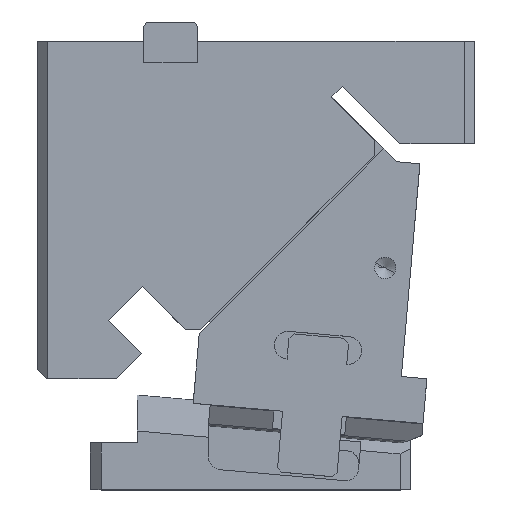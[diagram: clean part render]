
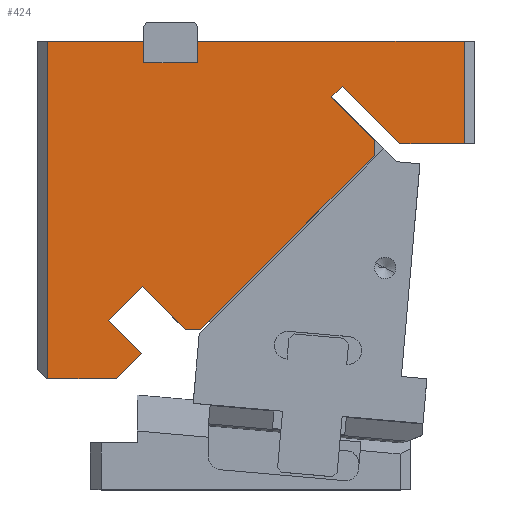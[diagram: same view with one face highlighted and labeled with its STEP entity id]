
A CAD part, top view. The second image highlights one B-rep face of the part: STEP entity #424.
In plain terms, the highlighted planar face has unit normal (0, 0, 1).
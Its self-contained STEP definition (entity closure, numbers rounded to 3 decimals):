
#167=CARTESIAN_POINT('Vertex',(-145.,105.,30.)) ;
#170=CARTESIAN_POINT('Line Origine',(-122.5,105.,30.)) ;
#174=CARTESIAN_POINT('Vertex',(-100.,105.,30.)) ;
#245=CARTESIAN_POINT('Vertex',(-100.,95.,30.)) ;
#253=CARTESIAN_POINT('Line Origine',(-100.,100.,30.)) ;
#265=CARTESIAN_POINT('Axis2P3D Location',(55.,105.,30.)) ;
#270=CARTESIAN_POINT('Line Origine',(-90.656,-19.834,30.)) ;
#274=CARTESIAN_POINT('Vertex',(-80.563,-29.927,30.)) ;
#276=CARTESIAN_POINT('Vertex',(-100.749,-9.741,30.)) ;
#279=CARTESIAN_POINT('Line Origine',(-77.028,-29.927,30.)) ;
#283=CARTESIAN_POINT('Vertex',(-73.492,-29.927,30.)) ;
#286=CARTESIAN_POINT('Line Origine',(-32.833,10.732,30.)) ;
#290=CARTESIAN_POINT('Vertex',(7.825,51.391,30.)) ;
#293=CARTESIAN_POINT('Line Origine',(7.825,54.926,30.)) ;
#297=CARTESIAN_POINT('Vertex',(7.825,58.462,30.)) ;
#300=CARTESIAN_POINT('Line Origine',(-2.268,68.555,30.)) ;
#304=CARTESIAN_POINT('Vertex',(-12.361,78.648,30.)) ;
#307=CARTESIAN_POINT('Line Origine',(-12.184,78.824,30.)) ;
#311=CARTESIAN_POINT('Vertex',(-12.007,79.001,30.)) ;
#314=CARTESIAN_POINT('Line Origine',(-9.532,81.476,30.)) ;
#318=CARTESIAN_POINT('Vertex',(-7.057,83.951,30.)) ;
#321=CARTESIAN_POINT('Line Origine',(6.418,70.475,30.)) ;
#325=CARTESIAN_POINT('Vertex',(19.893,57.,30.)) ;
#328=CARTESIAN_POINT('Line Origine',(34.947,57.,30.)) ;
#332=CARTESIAN_POINT('Vertex',(50.,57.,30.)) ;
#335=CARTESIAN_POINT('Line Origine',(50.,81.,30.)) ;
#339=CARTESIAN_POINT('Vertex',(50.,105.,30.)) ;
#342=CARTESIAN_POINT('Line Origine',(-12.5,105.,30.)) ;
#346=CARTESIAN_POINT('Vertex',(-75.,105.,30.)) ;
#349=CARTESIAN_POINT('Line Origine',(-75.,100.,30.)) ;
#353=CARTESIAN_POINT('Vertex',(-75.,95.,30.)) ;
#356=CARTESIAN_POINT('Line Origine',(-87.5,95.,30.)) ;
#361=CARTESIAN_POINT('Line Origine',(-145.,26.,30.)) ;
#365=CARTESIAN_POINT('Vertex',(-145.,-53.,30.)) ;
#368=CARTESIAN_POINT('Line Origine',(-128.948,-53.,30.)) ;
#372=CARTESIAN_POINT('Vertex',(-112.895,-53.,30.)) ;
#375=CARTESIAN_POINT('Line Origine',(-106.999,-47.104,30.)) ;
#379=CARTESIAN_POINT('Vertex',(-101.103,-41.207,30.)) ;
#382=CARTESIAN_POINT('Line Origine',(-108.881,-33.429,30.)) ;
#386=CARTESIAN_POINT('Vertex',(-116.659,-25.651,30.)) ;
#389=CARTESIAN_POINT('Line Origine',(-108.881,-17.873,30.)) ;
#393=CARTESIAN_POINT('Vertex',(-101.103,-10.094,30.)) ;
#396=CARTESIAN_POINT('Line Origine',(-100.926,-9.918,30.)) ;
#171=DIRECTION('Vector Direction',(-1.,0.,0.)) ;
#254=DIRECTION('Vector Direction',(0.,1.,0.)) ;
#266=DIRECTION('Axis2P3D Direction',(0.,0.,1.)) ;
#267=DIRECTION('Axis2P3D XDirection',(1.,0.,0.)) ;
#271=DIRECTION('Vector Direction',(-0.707,0.707,0.)) ;
#280=DIRECTION('Vector Direction',(1.,0.,0.)) ;
#287=DIRECTION('Vector Direction',(0.707,0.707,0.)) ;
#294=DIRECTION('Vector Direction',(0.,1.,0.)) ;
#301=DIRECTION('Vector Direction',(-0.707,0.707,0.)) ;
#308=DIRECTION('Vector Direction',(-0.707,-0.707,0.)) ;
#315=DIRECTION('Vector Direction',(0.707,0.707,0.)) ;
#322=DIRECTION('Vector Direction',(0.707,-0.707,0.)) ;
#329=DIRECTION('Vector Direction',(1.,0.,0.)) ;
#336=DIRECTION('Vector Direction',(0.,1.,0.)) ;
#343=DIRECTION('Vector Direction',(-1.,0.,0.)) ;
#350=DIRECTION('Vector Direction',(0.,1.,0.)) ;
#357=DIRECTION('Vector Direction',(1.,0.,0.)) ;
#362=DIRECTION('Vector Direction',(0.,-1.,0.)) ;
#369=DIRECTION('Vector Direction',(1.,0.,0.)) ;
#376=DIRECTION('Vector Direction',(0.707,0.707,0.)) ;
#383=DIRECTION('Vector Direction',(-0.707,0.707,0.)) ;
#390=DIRECTION('Vector Direction',(-0.707,-0.707,0.)) ;
#397=DIRECTION('Vector Direction',(-0.707,-0.707,0.)) ;
#268=AXIS2_PLACEMENT_3D('Plane Axis2P3D',#265,#266,#267) ;
#402=ORIENTED_EDGE('',*,*,#278,.F.) ;
#403=ORIENTED_EDGE('',*,*,#285,.T.) ;
#404=ORIENTED_EDGE('',*,*,#292,.T.) ;
#405=ORIENTED_EDGE('',*,*,#299,.T.) ;
#406=ORIENTED_EDGE('',*,*,#306,.T.) ;
#407=ORIENTED_EDGE('',*,*,#313,.F.) ;
#408=ORIENTED_EDGE('',*,*,#320,.T.) ;
#409=ORIENTED_EDGE('',*,*,#327,.T.) ;
#410=ORIENTED_EDGE('',*,*,#334,.T.) ;
#411=ORIENTED_EDGE('',*,*,#341,.T.) ;
#412=ORIENTED_EDGE('',*,*,#348,.T.) ;
#413=ORIENTED_EDGE('',*,*,#355,.F.) ;
#414=ORIENTED_EDGE('',*,*,#360,.F.) ;
#415=ORIENTED_EDGE('',*,*,#257,.T.) ;
#416=ORIENTED_EDGE('',*,*,#176,.T.) ;
#417=ORIENTED_EDGE('',*,*,#367,.T.) ;
#418=ORIENTED_EDGE('',*,*,#374,.T.) ;
#419=ORIENTED_EDGE('',*,*,#381,.T.) ;
#420=ORIENTED_EDGE('',*,*,#388,.T.) ;
#421=ORIENTED_EDGE('',*,*,#395,.F.) ;
#422=ORIENTED_EDGE('',*,*,#400,.F.) ;
#172=VECTOR('Line Direction',#171,1.) ;
#255=VECTOR('Line Direction',#254,1.) ;
#272=VECTOR('Line Direction',#271,1.) ;
#281=VECTOR('Line Direction',#280,1.) ;
#288=VECTOR('Line Direction',#287,1.) ;
#295=VECTOR('Line Direction',#294,1.) ;
#302=VECTOR('Line Direction',#301,1.) ;
#309=VECTOR('Line Direction',#308,1.) ;
#316=VECTOR('Line Direction',#315,1.) ;
#323=VECTOR('Line Direction',#322,1.) ;
#330=VECTOR('Line Direction',#329,1.) ;
#337=VECTOR('Line Direction',#336,1.) ;
#344=VECTOR('Line Direction',#343,1.) ;
#351=VECTOR('Line Direction',#350,1.) ;
#358=VECTOR('Line Direction',#357,1.) ;
#363=VECTOR('Line Direction',#362,1.) ;
#370=VECTOR('Line Direction',#369,1.) ;
#377=VECTOR('Line Direction',#376,1.) ;
#384=VECTOR('Line Direction',#383,1.) ;
#391=VECTOR('Line Direction',#390,1.) ;
#398=VECTOR('Line Direction',#397,1.) ;
#424=ADVANCED_FACE('CAM HOLDER',(#423),#269,.T.) ;
#176=EDGE_CURVE('',#175,#168,#173,.T.) ;
#257=EDGE_CURVE('',#246,#175,#256,.T.) ;
#278=EDGE_CURVE('',#275,#277,#273,.T.) ;
#285=EDGE_CURVE('',#275,#284,#282,.T.) ;
#292=EDGE_CURVE('',#284,#291,#289,.T.) ;
#299=EDGE_CURVE('',#291,#298,#296,.T.) ;
#306=EDGE_CURVE('',#298,#305,#303,.T.) ;
#313=EDGE_CURVE('',#312,#305,#310,.T.) ;
#320=EDGE_CURVE('',#312,#319,#317,.T.) ;
#327=EDGE_CURVE('',#319,#326,#324,.T.) ;
#334=EDGE_CURVE('',#326,#333,#331,.T.) ;
#341=EDGE_CURVE('',#333,#340,#338,.T.) ;
#348=EDGE_CURVE('',#340,#347,#345,.T.) ;
#355=EDGE_CURVE('',#354,#347,#352,.T.) ;
#360=EDGE_CURVE('',#246,#354,#359,.T.) ;
#367=EDGE_CURVE('',#168,#366,#364,.T.) ;
#374=EDGE_CURVE('',#366,#373,#371,.T.) ;
#381=EDGE_CURVE('',#373,#380,#378,.T.) ;
#388=EDGE_CURVE('',#380,#387,#385,.T.) ;
#395=EDGE_CURVE('',#394,#387,#392,.T.) ;
#400=EDGE_CURVE('',#277,#394,#399,.T.) ;
#401=EDGE_LOOP('',(#402,#403,#404,#405,#406,#407,#408,#409,#410,#411,#412,#413,#414,#415,#416,#417,#418,#419,#420,#421,#422)) ;
#423=FACE_OUTER_BOUND('',#401,.T.) ;
#173=LINE('Line',#170,#172) ;
#256=LINE('Line',#253,#255) ;
#273=LINE('Line',#270,#272) ;
#282=LINE('Line',#279,#281) ;
#289=LINE('Line',#286,#288) ;
#296=LINE('Line',#293,#295) ;
#303=LINE('Line',#300,#302) ;
#310=LINE('Line',#307,#309) ;
#317=LINE('Line',#314,#316) ;
#324=LINE('Line',#321,#323) ;
#331=LINE('Line',#328,#330) ;
#338=LINE('Line',#335,#337) ;
#345=LINE('Line',#342,#344) ;
#352=LINE('Line',#349,#351) ;
#359=LINE('Line',#356,#358) ;
#364=LINE('Line',#361,#363) ;
#371=LINE('Line',#368,#370) ;
#378=LINE('Line',#375,#377) ;
#385=LINE('Line',#382,#384) ;
#392=LINE('Line',#389,#391) ;
#399=LINE('Line',#396,#398) ;
#269=PLANE('Plane',#268) ;
#168=VERTEX_POINT('',#167) ;
#175=VERTEX_POINT('',#174) ;
#246=VERTEX_POINT('',#245) ;
#275=VERTEX_POINT('',#274) ;
#277=VERTEX_POINT('',#276) ;
#284=VERTEX_POINT('',#283) ;
#291=VERTEX_POINT('',#290) ;
#298=VERTEX_POINT('',#297) ;
#305=VERTEX_POINT('',#304) ;
#312=VERTEX_POINT('',#311) ;
#319=VERTEX_POINT('',#318) ;
#326=VERTEX_POINT('',#325) ;
#333=VERTEX_POINT('',#332) ;
#340=VERTEX_POINT('',#339) ;
#347=VERTEX_POINT('',#346) ;
#354=VERTEX_POINT('',#353) ;
#366=VERTEX_POINT('',#365) ;
#373=VERTEX_POINT('',#372) ;
#380=VERTEX_POINT('',#379) ;
#387=VERTEX_POINT('',#386) ;
#394=VERTEX_POINT('',#393) ;
